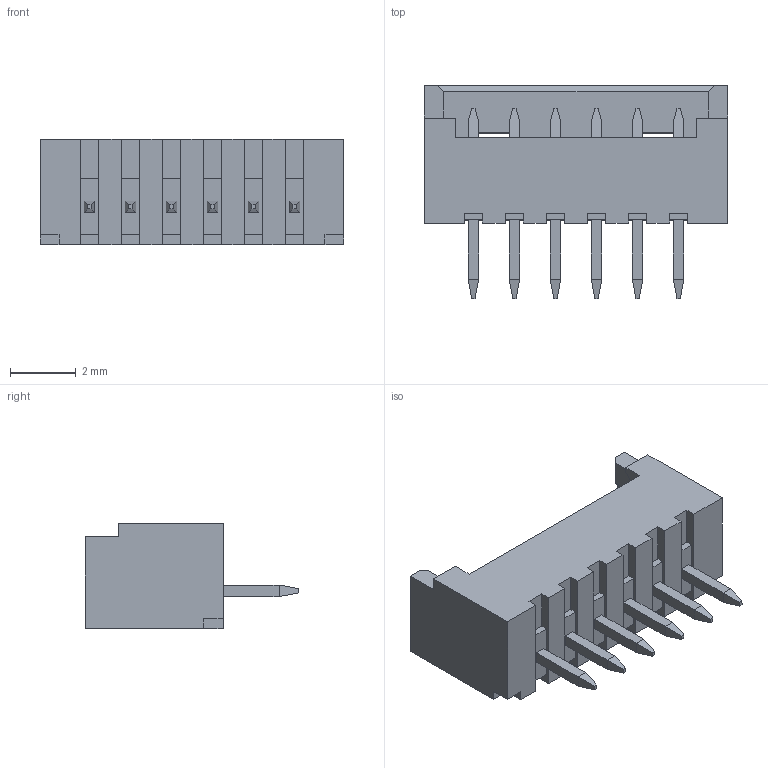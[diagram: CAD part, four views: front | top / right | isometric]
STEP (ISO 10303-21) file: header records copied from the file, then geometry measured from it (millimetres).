
FILE_DESCRIPTION (( 'STEP AP214' ), '1' );
FILE_NAME ('Molex, PicoBlade, PCB box header, 1x6, 530470610.STEP', '2019-10-21T19:43:12', ( '' ), ( '' ), 'SwSTEP 2.0', 'SolidWorks 2017', '' );
FILE_SCHEMA (( 'AUTOMOTIVE_DESIGN' ));
Length unit declared in the file: millimetre
Products named in the file (1): Molex, PicoBlade, PCB box header, 1x6, 530470610
Bounding box: 9.25 x 6.5 x 3.2 mm (x, y, z)
Volume: 60.7 mm3; surface area: 250.8 mm2
Topology: 1 solids, 1 shells, 210 faces, 562 edges, 366 vertices
Faces by surface type: plane 204, cylinder 6
Entity records: 6426 total; most frequent: CARTESIAN_POINT 1157, ORIENTED_EDGE 1124, DIRECTION 984, EDGE_CURVE 562, LINE 550, VECTOR 550, VERTEX_POINT 366, EDGE_LOOP 226
